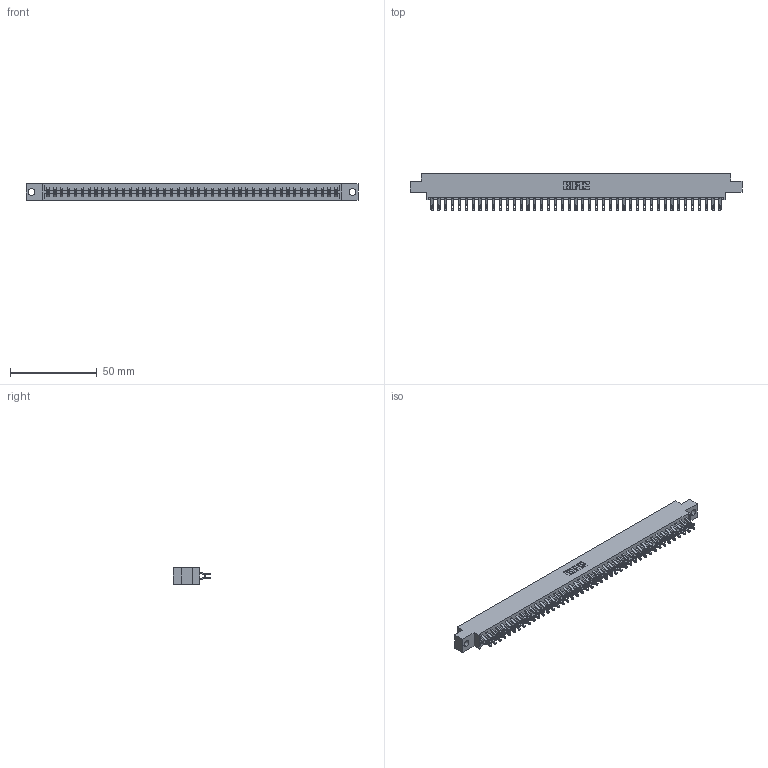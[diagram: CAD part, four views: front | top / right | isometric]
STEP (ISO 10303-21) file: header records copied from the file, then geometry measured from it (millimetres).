
FILE_DESCRIPTION (( 'STEP AP203' ), '1' );
FILE_NAME ('333-086-555-804.STEP', '2018-08-05T06:40:25', ( '' ), ( '' ), 'SwSTEP 2.0', 'SolidWorks 2016', '' );
FILE_SCHEMA (( 'CONFIG_CONTROL_DESIGN' ));
Length unit declared in the file: inch
Products named in the file (3): 333-086-555-804; 333 Part_Offset - .156 Dia - TH; 345-292-001_555 Tail
Assembly tree (87 placements, depth 2):
  333-086-555-804
    333 Part_Offset - .156 Dia - TH
    345-292-001_555 Tail  x86
Bounding box: 191.92 x 21.47 x 9.4 mm (x, y, z)
Volume: 19537.3 mm3; surface area: 24061.9 mm2
Topology: 87 solids, 87 shells, 5106 faces, 16061 edges, 10706 vertices
Faces by surface type: plane 2998, cylinder 2108
Entity records: 27995 total; most frequent: CARTESIAN_POINT 4676, ORIENTED_EDGE 4582, DIRECTION 3963, EDGE_CURVE 2291, LINE 2143, VECTOR 2143, VERTEX_POINT 1526, AXIS2_PLACEMENT_3D 910
